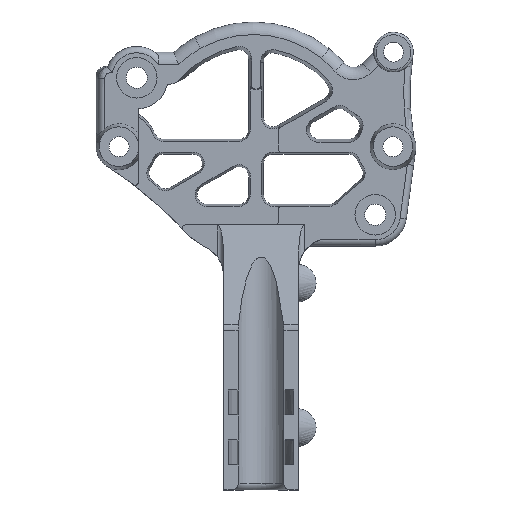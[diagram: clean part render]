
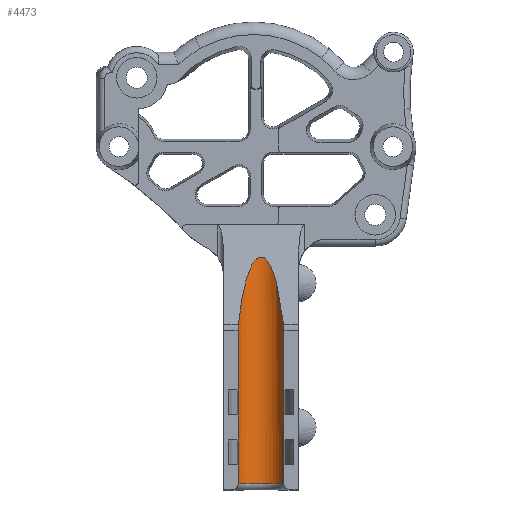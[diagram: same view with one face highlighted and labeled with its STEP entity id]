
A CAD part, top view. The second image highlights one B-rep face of the part: STEP entity #4473.
In plain terms, the highlighted cylindrical face has radius 4 mm (diameter 8 mm), a partial arc.
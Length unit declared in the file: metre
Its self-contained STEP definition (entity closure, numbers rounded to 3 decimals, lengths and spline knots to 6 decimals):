
#172=CIRCLE('',#4853,0.004);
#324=ELLIPSE('',#4808,0.019199,0.004);
#385=CYLINDRICAL_SURFACE('',#4852,0.004);
#481=B_SPLINE_CURVE_WITH_KNOTS('',3,(#7419,#7420,#7421,#7422),
 .UNSPECIFIED.,.F.,.F.,(4,4),(0.,0.001049),
 .UNSPECIFIED.);
#482=B_SPLINE_CURVE_WITH_KNOTS('',3,(#7423,#7424,#7425,#7426),
 .UNSPECIFIED.,.F.,.F.,(4,4),(0.,0.001049),
 .UNSPECIFIED.);
#900=ORIENTED_EDGE('',*,*,#2176,.T.);
#901=ORIENTED_EDGE('',*,*,#2177,.T.);
#902=ORIENTED_EDGE('',*,*,#2098,.T.);
#903=ORIENTED_EDGE('',*,*,#2178,.T.);
#904=ORIENTED_EDGE('',*,*,#2127,.T.);
#905=ORIENTED_EDGE('',*,*,#2179,.T.);
#906=ORIENTED_EDGE('',*,*,#2180,.T.);
#907=ORIENTED_EDGE('',*,*,#2083,.T.);
#908=ORIENTED_EDGE('',*,*,#2181,.T.);
#909=ORIENTED_EDGE('',*,*,#2182,.T.);
#910=ORIENTED_EDGE('',*,*,#2136,.T.);
#911=ORIENTED_EDGE('',*,*,#2183,.T.);
#912=ORIENTED_EDGE('',*,*,#2111,.T.);
#913=ORIENTED_EDGE('',*,*,#2184,.T.);
#2083=EDGE_CURVE('',#2712,#2711,#324,.T.);
#2098=EDGE_CURVE('',#2720,#2718,#3110,.T.);
#2111=EDGE_CURVE('',#2727,#2732,#3118,.T.);
#2127=EDGE_CURVE('',#2741,#2735,#3129,.T.);
#2136=EDGE_CURVE('',#2749,#2748,#3135,.T.);
#2176=EDGE_CURVE('',#2779,#2780,#172,.T.);
#2177=EDGE_CURVE('',#2780,#2720,#3148,.T.);
#2178=EDGE_CURVE('',#2718,#2741,#3149,.T.);
#2179=EDGE_CURVE('',#2735,#2781,#3150,.T.);
#2180=EDGE_CURVE('',#2781,#2712,#481,.T.);
#2181=EDGE_CURVE('',#2711,#2782,#482,.T.);
#2182=EDGE_CURVE('',#2782,#2749,#3151,.T.);
#2183=EDGE_CURVE('',#2748,#2727,#3152,.T.);
#2184=EDGE_CURVE('',#2732,#2779,#3153,.T.);
#2711=VERTEX_POINT('',#7028);
#2712=VERTEX_POINT('',#7030);
#2718=VERTEX_POINT('',#7044);
#2720=VERTEX_POINT('',#7050);
#2727=VERTEX_POINT('',#7074);
#2732=VERTEX_POINT('',#7085);
#2735=VERTEX_POINT('',#7098);
#2741=VERTEX_POINT('',#7111);
#2748=VERTEX_POINT('',#7136);
#2749=VERTEX_POINT('',#7140);
#2779=VERTEX_POINT('',#7413);
#2780=VERTEX_POINT('',#7414);
#2781=VERTEX_POINT('',#7418);
#2782=VERTEX_POINT('',#7427);
#3110=LINE('',#7059,#3452);
#3118=LINE('',#7088,#3460);
#3129=LINE('',#7119,#3471);
#3135=LINE('',#7139,#3477);
#3148=LINE('',#7415,#3490);
#3149=LINE('',#7416,#3491);
#3150=LINE('',#7417,#3492);
#3151=LINE('',#7428,#3493);
#3152=LINE('',#7429,#3494);
#3153=LINE('',#7430,#3495);
#3452=VECTOR('',#5615,1.);
#3460=VECTOR('',#5639,1.);
#3471=VECTOR('',#5668,1.);
#3477=VECTOR('',#5684,1.);
#3490=VECTOR('',#5725,1.);
#3491=VECTOR('',#5726,1.);
#3492=VECTOR('',#5727,1.);
#3493=VECTOR('',#5728,1.);
#3494=VECTOR('',#5729,1.);
#3495=VECTOR('',#5730,1.);
#3761=EDGE_LOOP('',(#900,#901,#902,#903,#904,#905,#906,#907,#908,#909,#910,
#911,#912,#913));
#4069=FACE_BOUND('',#3761,.T.);
#4473=ADVANCED_FACE('',(#4069),#385,.F.);
#4808=AXIS2_PLACEMENT_3D('',#7029,#5587,#5588);
#4852=AXIS2_PLACEMENT_3D('',#7411,#5721,#5722);
#4853=AXIS2_PLACEMENT_3D('',#7412,#5723,#5724);
#5587=DIRECTION('',(0.,0.208,0.978));
#5588=DIRECTION('',(0.,0.978,-0.208));
#5615=DIRECTION('',(0.,1.,0.));
#5639=DIRECTION('',(0.,-1.,0.));
#5668=DIRECTION('',(0.,1.,0.));
#5684=DIRECTION('',(0.,-1.,0.));
#5721=DIRECTION('',(0.,-1.,0.));
#5722=DIRECTION('',(-1.,0.,0.));
#5723=DIRECTION('',(0.,-1.,0.));
#5724=DIRECTION('',(0.,0.,-1.));
#5725=DIRECTION('',(0.,1.,0.));
#5726=DIRECTION('',(0.,1.,0.));
#5727=DIRECTION('',(0.,1.,0.));
#5728=DIRECTION('',(0.,-1.,0.));
#5729=DIRECTION('',(0.,-1.,0.));
#5730=DIRECTION('',(0.,-1.,0.));
#7028=CARTESIAN_POINT('',(0.117336,0.001099,0.092607));
#7029=CARTESIAN_POINT('',(0.120952,-0.006927,0.094316));
#7030=CARTESIAN_POINT('',(0.124568,0.001099,0.092607));
#7044=CARTESIAN_POINT('',(0.124618,-0.017416,0.092716));
#7050=CARTESIAN_POINT('',(0.124618,-0.021416,0.092716));
#7059=CARTESIAN_POINT('',(0.124618,-0.025416,0.092716));
#7074=CARTESIAN_POINT('',(0.117286,-0.017416,0.092716));
#7085=CARTESIAN_POINT('',(0.117286,-0.021416,0.092716));
#7088=CARTESIAN_POINT('',(0.117286,-0.025416,0.092716));
#7098=CARTESIAN_POINT('',(0.124618,-0.009416,0.092716));
#7111=CARTESIAN_POINT('',(0.124618,-0.013416,0.092716));
#7119=CARTESIAN_POINT('',(0.124618,-0.025416,0.092716));
#7136=CARTESIAN_POINT('',(0.117286,-0.013416,0.092716));
#7139=CARTESIAN_POINT('',(0.117286,-0.025416,0.092716));
#7140=CARTESIAN_POINT('',(0.117286,-0.009416,0.092716));
#7411=CARTESIAN_POINT('',(0.120952,-0.025416,0.094316));
#7412=CARTESIAN_POINT('',(0.120952,-0.024416,0.094316));
#7413=CARTESIAN_POINT('',(0.117286,-0.024416,0.092716));
#7414=CARTESIAN_POINT('',(0.124618,-0.024416,0.092716));
#7415=CARTESIAN_POINT('',(0.124618,-0.025416,0.092716));
#7416=CARTESIAN_POINT('',(0.124618,-0.025416,0.092716));
#7417=CARTESIAN_POINT('',(0.124618,-0.025416,0.092716));
#7418=CARTESIAN_POINT('',(0.124618,0.000058,0.092716));
#7419=CARTESIAN_POINT('',(0.124618,0.000058,0.092716));
#7420=CARTESIAN_POINT('',(0.124618,0.000409,0.092716));
#7421=CARTESIAN_POINT('',(0.124602,0.000757,0.09268));
#7422=CARTESIAN_POINT('',(0.124568,0.001099,0.092607));
#7423=CARTESIAN_POINT('',(0.117336,0.001099,0.092607));
#7424=CARTESIAN_POINT('',(0.117301,0.000757,0.09268));
#7425=CARTESIAN_POINT('',(0.117286,0.000409,0.092716));
#7426=CARTESIAN_POINT('',(0.117286,0.000058,0.092716));
#7427=CARTESIAN_POINT('',(0.117286,0.000058,0.092716));
#7428=CARTESIAN_POINT('',(0.117286,-0.025416,0.092716));
#7429=CARTESIAN_POINT('',(0.117286,-0.025416,0.092716));
#7430=CARTESIAN_POINT('',(0.117286,-0.025416,0.092716));
